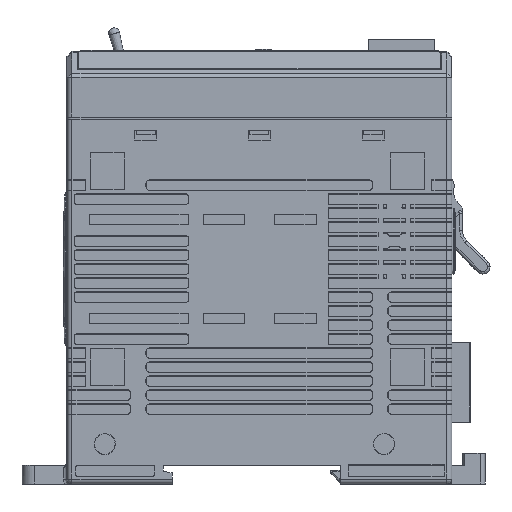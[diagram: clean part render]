
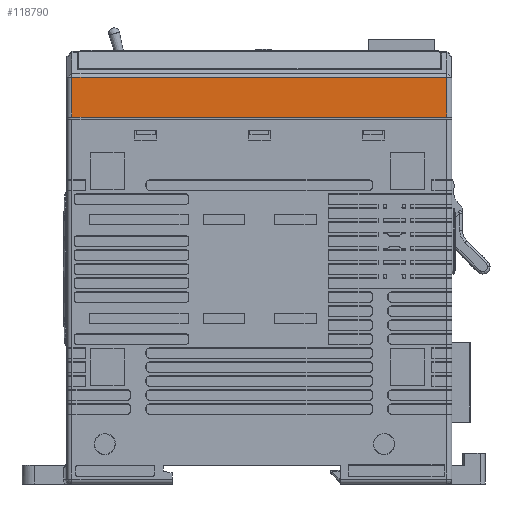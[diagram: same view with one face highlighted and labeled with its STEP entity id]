
A CAD part, left-side view. The second image highlights one B-rep face of the part: STEP entity #118790.
In plain terms, the highlighted planar face has unit normal (-1, 0, 0).
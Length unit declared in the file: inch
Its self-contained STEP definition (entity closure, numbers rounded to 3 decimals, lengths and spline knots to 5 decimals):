
#451 = PLANE ( 'NONE',  #65586 ) ;
#2298 = EDGE_CURVE ( 'NONE', #92994, #100994, #30736, .T. ) ;
#2585 = CARTESIAN_POINT ( 'NONE',  ( -1.14711, 1.5549, -1.04757 ) ) ;
#9883 = ORIENTED_EDGE ( 'NONE', *, *, #2298, .T. ) ;
#11294 = DIRECTION ( 'NONE',  ( -1., 0., 0. ) ) ;
#17330 = LINE ( 'NONE', #49169, #59744 ) ;
#25013 = CARTESIAN_POINT ( 'NONE',  ( -1.14711, 1.5549, 3.05734 ) ) ;
#25069 = VECTOR ( 'NONE', #122992, 39.37008 ) ;
#28794 = DIRECTION ( 'NONE',  ( 0., -1., 0. ) ) ;
#29093 = CARTESIAN_POINT ( 'NONE',  ( -1.14711, -1.39786, 2.74295 ) ) ;
#29206 = DIRECTION ( 'NONE',  ( 0., 0., 1. ) ) ;
#30736 = LINE ( 'NONE', #2585, #74243 ) ;
#46739 = EDGE_CURVE ( 'NONE', #100994, #75673, #17330, .T. ) ;
#46948 = EDGE_CURVE ( 'NONE', #75673, #97631, #84117, .T. ) ;
#49169 = CARTESIAN_POINT ( 'NONE',  ( -1.14711, -0.14784, 2.74295 ) ) ;
#54421 = CARTESIAN_POINT ( 'NONE',  ( -1.14711, 1.5549, 2.74295 ) ) ;
#55005 = EDGE_LOOP ( 'NONE', ( #95112, #92564, #9883, #81596 ) ) ;
#59744 = VECTOR ( 'NONE', #28794, 39.37008 ) ;
#61499 = EDGE_CURVE ( 'NONE', #97631, #92994, #110955, .T. ) ;
#65586 = AXIS2_PLACEMENT_3D ( 'NONE', #106956, #11294, #29206 ) ;
#71463 = CARTESIAN_POINT ( 'NONE',  ( -1.14711, -0.14784, 3.05734 ) ) ;
#74243 = VECTOR ( 'NONE', #116781, 39.37008 ) ;
#75673 = VERTEX_POINT ( 'NONE', #29093 ) ;
#81596 = ORIENTED_EDGE ( 'NONE', *, *, #46739, .T. ) ;
#83498 = CARTESIAN_POINT ( 'NONE',  ( -1.14711, -1.39786, -1.04757 ) ) ;
#84117 = LINE ( 'NONE', #83498, #25069 ) ;
#87828 = FACE_OUTER_BOUND ( 'NONE', #55005, .T. ) ;
#89685 = CARTESIAN_POINT ( 'NONE',  ( -1.14711, -1.39786, 3.05734 ) ) ;
#92564 = ORIENTED_EDGE ( 'NONE', *, *, #61499, .T. ) ;
#92994 = VERTEX_POINT ( 'NONE', #25013 ) ;
#95112 = ORIENTED_EDGE ( 'NONE', *, *, #46948, .T. ) ;
#97631 = VERTEX_POINT ( 'NONE', #89685 ) ;
#100774 = DIRECTION ( 'NONE',  ( 0., 1., 0. ) ) ;
#100994 = VERTEX_POINT ( 'NONE', #54421 ) ;
#106956 = CARTESIAN_POINT ( 'NONE',  ( -1.14711, -0.14784, -1.04757 ) ) ;
#110955 = LINE ( 'NONE', #71463, #118174 ) ;
#116781 = DIRECTION ( 'NONE',  ( 0., 0., -1. ) ) ;
#118174 = VECTOR ( 'NONE', #100774, 39.37008 ) ;
#118790 = ADVANCED_FACE ( 'NONE', ( #87828 ), #451, .T. ) ;
#122992 = DIRECTION ( 'NONE',  ( 0., 0., 1. ) ) ;
